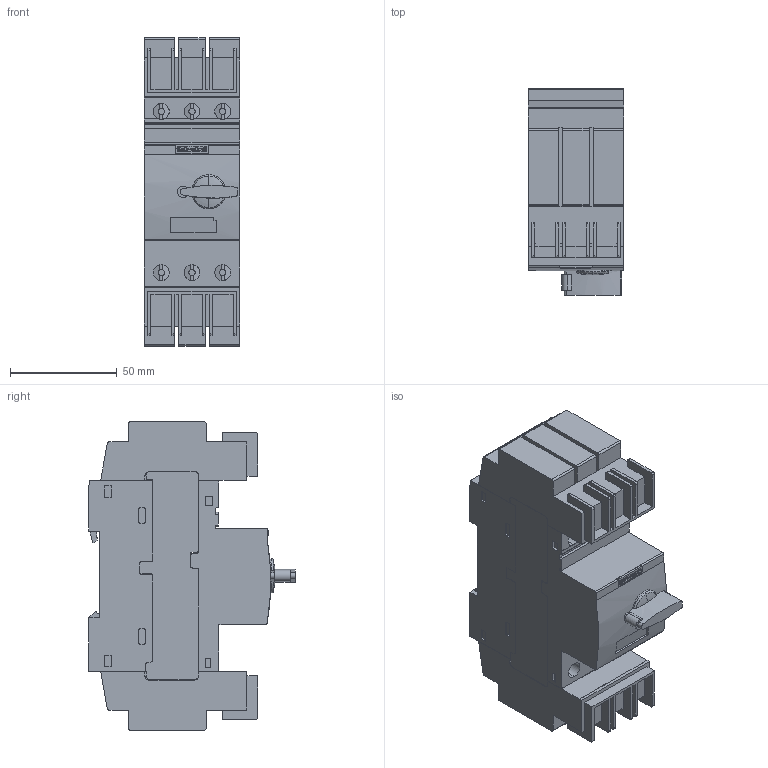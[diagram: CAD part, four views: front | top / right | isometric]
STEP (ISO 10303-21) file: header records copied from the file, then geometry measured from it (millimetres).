
FILE_DESCRIPTION(('no description'),'unknown implementation level');
FILE_NAME('3RV2711-0AD10_3D_v.stp',' ',('SIEMENS A&D'),('CADClick - KiM GmbH - www.kimweb.de'),'unknown preprocess','ACIS','unknown authorization');
FILE_SCHEMA(('automotive_design'));
Length unit declared in the file: millimetre
Products named in the file (1): 1
Bounding box: 45 x 96.9 x 144.54 mm (x, y, z)
Volume: 406666.4 mm3; surface area: 66856.2 mm2
Topology: 1 solids, 1 shells, 983 faces, 2909 edges, 1924 vertices
Faces by surface type: plane 714, cylinder 261, torus 8
Entity records: 65405 total; most frequent: CARTESIAN_POINT 6587, ORIENTED_EDGE 5818, STYLED_ITEM 5817, PRESENTATION_STYLE_ASSIGNMENT 5817, COLOUR_RGB 5817, DIRECTION 5386, EDGE_CURVE 2909, CURVE_STYLE 2909
